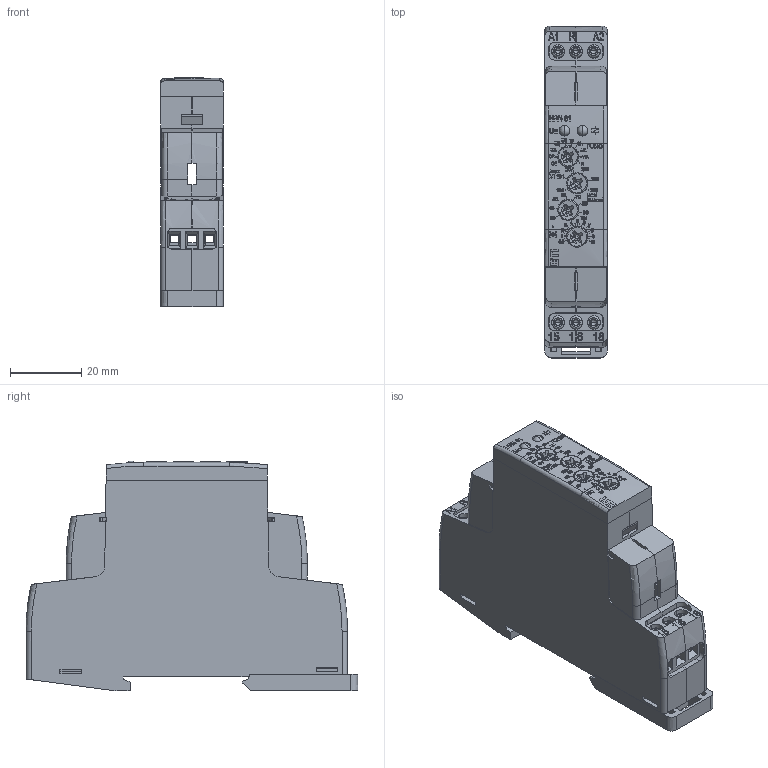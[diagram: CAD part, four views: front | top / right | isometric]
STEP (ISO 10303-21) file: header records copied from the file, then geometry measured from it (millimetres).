
FILE_DESCRIPTION((''),'2;1');
FILE_NAME('HRN-31_ETI_ASM','2024-05-24T11:49:40',('klemen.sitar'),('Audax d.o.o.'),'CREO PARAMETRIC BY PTC INC, 2021304','CREO PARAMETRIC BY PTC INC, 2021304','');
FILE_SCHEMA(('AP242_MANAGED_MODEL_BASED_3D_ENGINEERING_MIM_LF { 1 0 10303 442 1 1 4 }'));
Products named in the file (21): P1; PRT0004; PRT0005; PRT0006; BREP_1-2425_1; BREP_2_1; BREP_3_1_2; BREP_4_1_2; BREP_5_1_2; BREP_1-2430_1; BREP_7_1_2; BREP_8_1_2; BREP_9_1; BREP_10_1_2; BREP_11_1_2; BREP_1_1_2; BREP_13_1; BREP_14_1_2; BREP_15_1; BREP_16_1; HRN-31_ETI_ASM
Assembly tree (20 placements, depth 2):
  HRN-31_ETI_ASM
    P1
    PRT0004
    PRT0005
    PRT0006
    BREP_1-2425_1
    BREP_2_1
    BREP_3_1_2
    BREP_4_1_2
    BREP_5_1_2
    BREP_1-2430_1
    BREP_7_1_2
    BREP_8_1_2
    BREP_9_1
    BREP_10_1_2
    BREP_11_1_2
    BREP_1_1_2
    BREP_13_1
    BREP_14_1_2
    BREP_15_1
    BREP_16_1
Bounding box: 17.6 x 92.95 x 64.4 mm (x, y, z)
Volume: 19850.1 mm3; surface area: 36379.3 mm2
Topology: 16 solids, 201 shells, 1633 faces, 7140 edges, 7376 vertices
Faces by surface type: plane 1145, cylinder 240, cone 72, bspline 62, torus 54, sphere 36, extrusion 24
Entity records: 124255 total; most frequent: CARTESIAN_POINT 38446, ORIENTED_EDGE 9436, PRESENTATION_STYLE_ASSIGNMENT 8991, STYLED_ITEM 8991, DIRECTION 8855, CURVE_STYLE 7157, EDGE_CURVE 5408, VECTOR 4057
